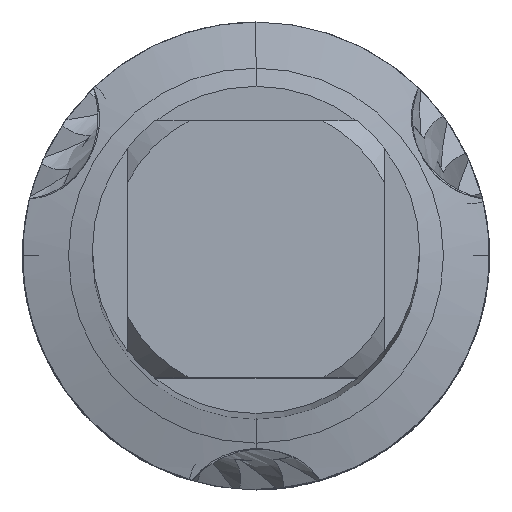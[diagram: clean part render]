
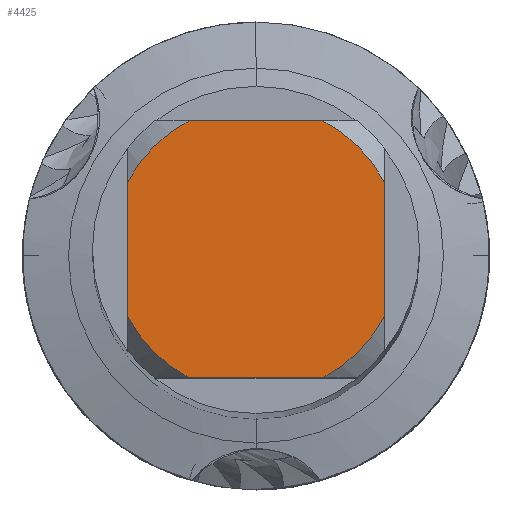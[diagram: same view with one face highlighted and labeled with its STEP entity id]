
A CAD part, top view. The second image highlights one B-rep face of the part: STEP entity #4425.
In plain terms, the highlighted planar face has unit normal (0, 0, 1).
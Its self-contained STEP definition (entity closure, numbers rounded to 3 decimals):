
#1671=VERTEX_POINT('',#4829);
#1873=VERTEX_POINT('',#5048);
#1937=EDGE_CURVE('',#1873,#4477,#5114,.T.);
#1953=EDGE_CURVE('',#3637,#3373,#5130,.T.);
#2289=EDGE_CURVE('',#2811,#3329,#5493,.T.);
#2765=EDGE_CURVE('',#3637,#2845,#6018,.T.);
#2811=VERTEX_POINT('',#6070);
#2845=VERTEX_POINT('',#6110);
#2927=EDGE_CURVE('',#2811,#2845,#6198,.T.);
#3029=EDGE_CURVE('',#1873,#3373,#6310,.T.);
#3329=VERTEX_POINT('',#6631);
#3373=VERTEX_POINT('',#6679);
#3595=EDGE_CURVE('',#1671,#4477,#6922,.T.);
#3637=VERTEX_POINT('',#6966);
#3687=EDGE_CURVE('',#1671,#3329,#7020,.T.);
#4425=ADVANCED_FACE('',(#7826),#7827,.T.);
#4477=VERTEX_POINT('',#7883);
#4829=CARTESIAN_POINT('',(2.75,-1.431,0.0));
#5048=CARTESIAN_POINT('',(1.431,2.75,0.0));
#5114=CIRCLE('',#9020,3.1);
#5130=CIRCLE('',#9087,3.1);
#5493=LINE('',#10382,#10383);
#6018=LINE('',#11895,#11896);
#6070=CARTESIAN_POINT('',(-1.431,-2.75,0.0));
#6110=CARTESIAN_POINT('',(-2.75,-1.431,0.0));
#6198=CIRCLE('',#12525,3.1);
#6310=LINE('',#12796,#12797);
#6631=CARTESIAN_POINT('',(1.431,-2.75,0.0));
#6679=CARTESIAN_POINT('',(-1.431,2.75,0.0));
#6922=LINE('',#14167,#14168);
#6966=CARTESIAN_POINT('',(-2.75,1.431,0.0));
#7020=CIRCLE('',#14395,3.1);
#7826=FACE_OUTER_BOUND('',#16868,.T.);
#7827=PLANE('',#16869);
#7883=CARTESIAN_POINT('',(2.75,1.431,0.0));
#9020=AXIS2_PLACEMENT_3D('',#17830,#17831,#17832);
#9087=AXIS2_PLACEMENT_3D('',#17833,#17834,#17835);
#10382=CARTESIAN_POINT('',(0.0,-2.75,0.0));
#10383=VECTOR('',#18288,1.0);
#11895=CARTESIAN_POINT('',(-2.75,0.775,0.0));
#11896=VECTOR('',#18847,1.0);
#12525=AXIS2_PLACEMENT_3D('',#19045,#19046,#19047);
#12796=CARTESIAN_POINT('',(0.0,2.75,0.0));
#12797=VECTOR('',#19154,1.0);
#14167=CARTESIAN_POINT('',(2.75,0.775,0.0));
#14168=VECTOR('',#19762,1.0);
#14395=AXIS2_PLACEMENT_3D('',#19841,#19842,#19843);
#16868=EDGE_LOOP('',(#20844,#20845,#20846,#20847,#20848,#20849,#20850,#20851));
#16869=AXIS2_PLACEMENT_3D('',#20852,#20853,#20854);
#17830=CARTESIAN_POINT('',(0.0,0.0,0.0));
#17831=DIRECTION('',(0.0,0.0,-1.0));
#17832=DIRECTION('',(0.0,1.0,0.0));
#17833=CARTESIAN_POINT('',(0.0,0.0,0.0));
#17834=DIRECTION('',(0.0,0.0,-1.0));
#17835=DIRECTION('',(0.0,1.0,0.0));
#18288=DIRECTION('',(1.0,0.0,0.0));
#18847=DIRECTION('',(-0.0,-1.0,0.0));
#19045=CARTESIAN_POINT('',(0.0,0.0,0.0));
#19046=DIRECTION('',(0.0,0.0,-1.0));
#19047=DIRECTION('',(0.0,1.0,0.0));
#19154=DIRECTION('',(-1.0,0.0,0.0));
#19762=DIRECTION('',(-0.0,1.0,0.0));
#19841=CARTESIAN_POINT('',(0.0,0.0,0.0));
#19842=DIRECTION('',(0.0,0.0,-1.0));
#19843=DIRECTION('',(0.0,1.0,0.0));
#20844=ORIENTED_EDGE('',*,*,#2765,.T.);
#20845=ORIENTED_EDGE('',*,*,#2927,.F.);
#20846=ORIENTED_EDGE('',*,*,#2289,.T.);
#20847=ORIENTED_EDGE('',*,*,#3687,.F.);
#20848=ORIENTED_EDGE('',*,*,#3595,.T.);
#20849=ORIENTED_EDGE('',*,*,#1937,.F.);
#20850=ORIENTED_EDGE('',*,*,#3029,.T.);
#20851=ORIENTED_EDGE('',*,*,#1953,.F.);
#20852=CARTESIAN_POINT('',(0.0,1.55,0.0));
#20853=DIRECTION('',(-0.0,0.0,1.0));
#20854=DIRECTION('',(0.0,-1.0,0.0));
